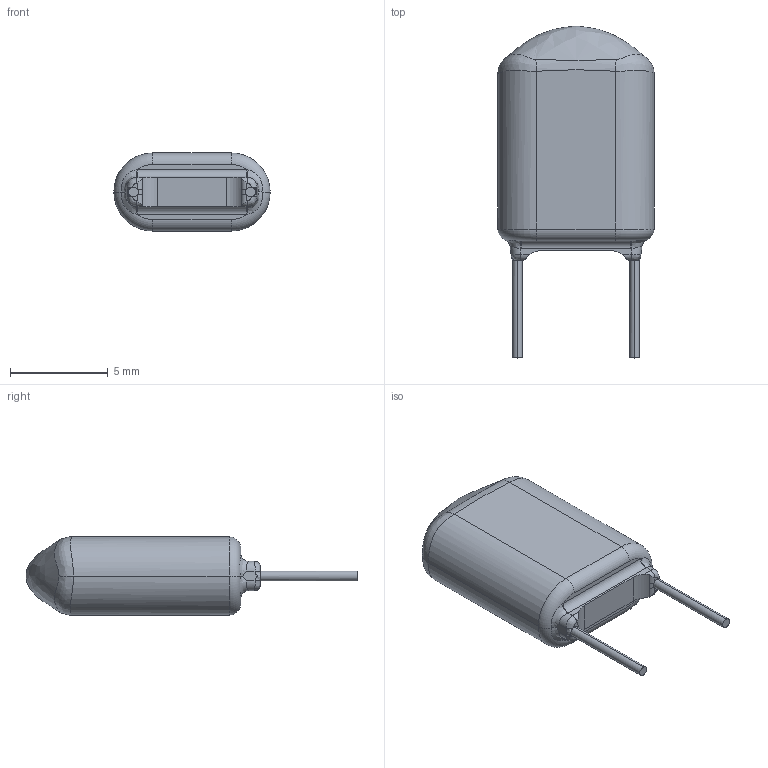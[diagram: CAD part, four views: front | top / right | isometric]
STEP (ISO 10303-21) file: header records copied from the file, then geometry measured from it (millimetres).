
FILE_DESCRIPTION (( 'STEP AP214' ), '1' );
FILE_NAME ('User Library-Film Capacitor 6x8mm.STEP', '2014-11-22T05:37:18', ( 'Windows User' ), ( '' ), 'SwSTEP 2.0', 'SolidWorks 2015', '' );
FILE_SCHEMA (( 'AUTOMOTIVE_DESIGN' ));
Length unit declared in the file: millimetre
Products named in the file (1): User Library-Film Capacitor 6x8mm
Bounding box: 8 x 17 x 4 mm (x, y, z)
Volume: 291.9 mm3; surface area: 271.8 mm2
Topology: 1 solids, 1 shells, 74 faces, 178 edges, 106 vertices
Faces by surface type: cylinder 30, bspline 23, plane 17, torus 4
Entity records: 3820 total; most frequent: CARTESIAN_POINT 1432, ORIENTED_EDGE 356, DIRECTION 288, EDGE_CURVE 178, AXIS2_PLACEMENT_3D 116, VERTEX_POINT 106, UNCERTAINTY_MEASURE_WITH_UNIT 77, FILL_AREA_STYLE 76
